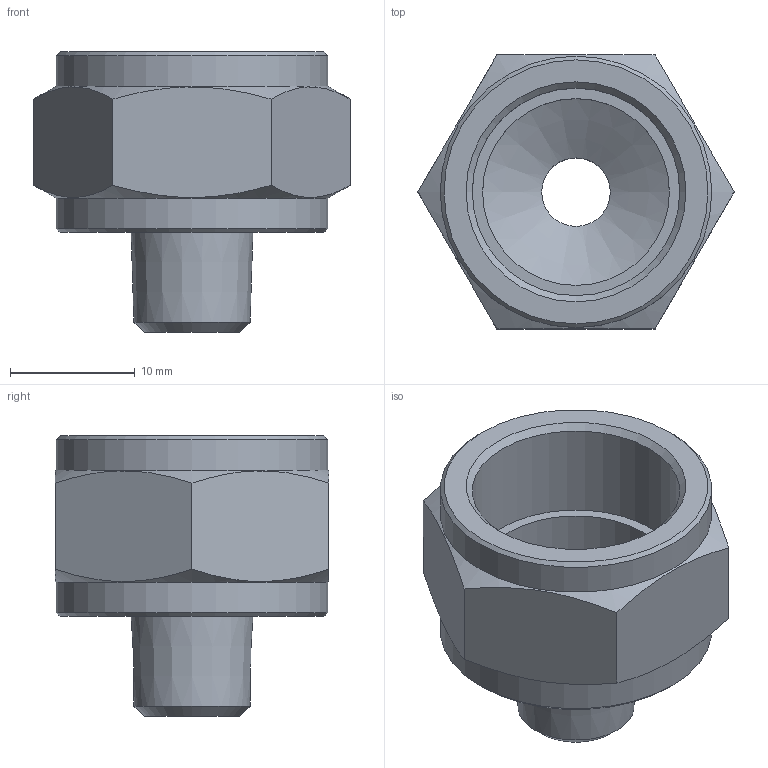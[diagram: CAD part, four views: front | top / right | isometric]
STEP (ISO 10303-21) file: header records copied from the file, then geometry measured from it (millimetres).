
FILE_DESCRIPTION( ( 'STEP AP214' ), '1' );
FILE_NAME( 'psolqas_16092_20.stp', '2021-03-04T17:28:05', ( 'License CC BY-ND 4.0' ), ( 'CADENAS' ), ' ', 'PARTsolutions', ' ' );
FILE_SCHEMA( ( 'AUTOMOTIVE_DESIGN { 1 0 10303 214 1 1 1 1 }' ) );
Length unit declared in the file: metre
Products named in the file (1): F-36901100.stp
Bounding box: 25.4 x 22 x 22.5 mm (x, y, z)
Volume: 3531.1 mm3; surface area: 2732.3 mm2
Topology: 1 solids, 1 shells, 24 faces, 51 edges, 31 vertices
Faces by surface type: plane 10, cone 9, cylinder 5
Full cylindrical faces by diameter (mm): 5.5 x1, 15 x1, 16.66 x1, 21.8 x2
Entity records: 836 total; most frequent: CARTESIAN_POINT 185, DIRECTION 90, ORIENTED_EDGE 70, AXIS2_PLACEMENT_3D 42, EDGE_LOOP 42, EDGE_CURVE 35, FACE_OUTER_BOUND 29, VERTEX_POINT 29
